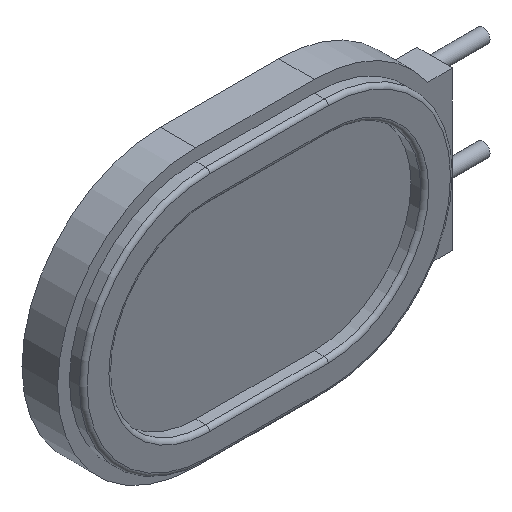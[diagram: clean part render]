
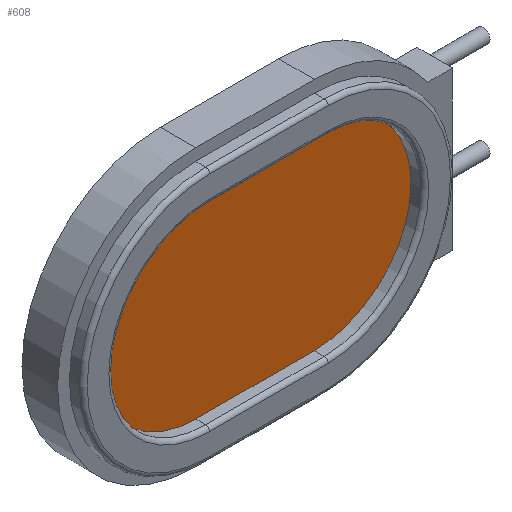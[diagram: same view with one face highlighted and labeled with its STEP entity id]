
A CAD part, isometric view. The second image highlights one B-rep face of the part: STEP entity #608.
In plain terms, the highlighted planar face has unit normal (0, -1, 0).
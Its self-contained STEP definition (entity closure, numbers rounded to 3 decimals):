
#55=PLANE('',#685);
#84=FACE_OUTER_BOUND('',#126,.T.);
#126=EDGE_LOOP('',(#521,#522,#523,#524));
#183=LINE('',#1039,#231);
#186=LINE('',#1048,#234);
#231=VECTOR('',#840,1000.);
#234=VECTOR('',#851,1000.);
#256=CIRCLE('',#679,4.9);
#258=CIRCLE('',#683,4.9);
#311=VERTEX_POINT('',#1026);
#314=VERTEX_POINT('',#1031);
#315=VERTEX_POINT('',#1035);
#317=VERTEX_POINT('',#1041);
#382=EDGE_CURVE('',#311,#314,#256,.T.);
#385=EDGE_CURVE('',#315,#311,#183,.T.);
#388=EDGE_CURVE('',#317,#315,#258,.T.);
#390=EDGE_CURVE('',#314,#317,#186,.T.);
#521=ORIENTED_EDGE('',*,*,#382,.T.);
#522=ORIENTED_EDGE('',*,*,#390,.T.);
#523=ORIENTED_EDGE('',*,*,#388,.T.);
#524=ORIENTED_EDGE('',*,*,#385,.T.);
#608=ADVANCED_FACE('',(#84),#55,.T.);
#679=AXIS2_PLACEMENT_3D('',#1033,#834,#835);
#683=AXIS2_PLACEMENT_3D('',#1045,#846,#847);
#685=AXIS2_PLACEMENT_3D('',#1049,#852,#853);
#834=DIRECTION('center_axis',(0.,-1.,0.));
#835=DIRECTION('ref_axis',(0.,0.,-1.));
#840=DIRECTION('',(-1.,0.,0.));
#846=DIRECTION('center_axis',(0.,-1.,0.));
#847=DIRECTION('ref_axis',(0.,0.,-1.));
#851=DIRECTION('',(1.,0.,0.));
#852=DIRECTION('center_axis',(0.,-1.,0.));
#853=DIRECTION('ref_axis',(0.,0.,-1.));
#1026=CARTESIAN_POINT('',(0.,0.7,4.9));
#1031=CARTESIAN_POINT('',(0.,0.7,-4.9));
#1033=CARTESIAN_POINT('Origin',(0.,0.7,0.));
#1035=CARTESIAN_POINT('',(6.,0.7,4.9));
#1039=CARTESIAN_POINT('',(0.,0.7,4.9));
#1041=CARTESIAN_POINT('',(6.,0.7,-4.9));
#1045=CARTESIAN_POINT('Origin',(6.,0.7,0.));
#1048=CARTESIAN_POINT('',(0.,0.7,-4.9));
#1049=CARTESIAN_POINT('Origin',(0.,0.7,0.));
